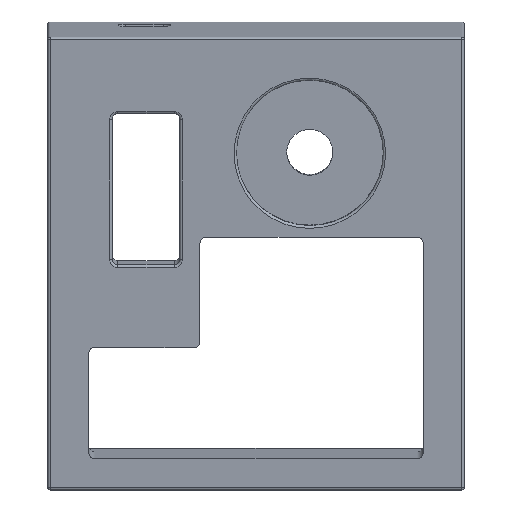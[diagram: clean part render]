
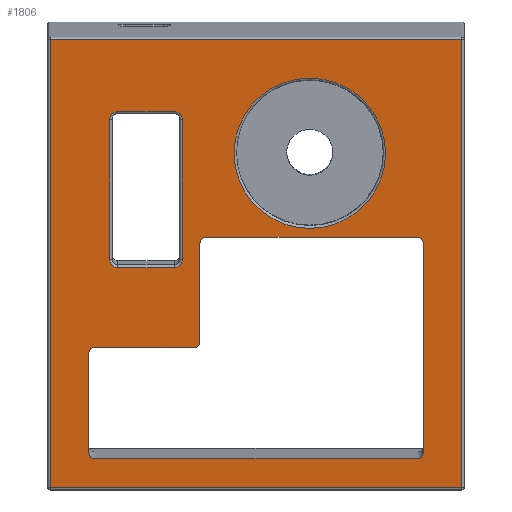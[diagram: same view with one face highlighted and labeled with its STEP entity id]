
A CAD part, top view. The second image highlights one B-rep face of the part: STEP entity #1806.
In plain terms, the highlighted planar face has unit normal (0, -0.131, 0.991).
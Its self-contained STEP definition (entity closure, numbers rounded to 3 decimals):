
#75=FACE_BOUND('',#578,.T.);
#76=FACE_BOUND('',#579,.T.);
#77=FACE_BOUND('',#580,.T.);
#91=LINE('',#2775,#253);
#92=LINE('',#2777,#254);
#93=LINE('',#2779,#255);
#94=LINE('',#2780,#256);
#95=LINE('',#2785,#257);
#96=LINE('',#2789,#258);
#97=LINE('',#2793,#259);
#98=LINE('',#2796,#260);
#99=LINE('',#2801,#261);
#100=LINE('',#2805,#262);
#101=LINE('',#2809,#263);
#102=LINE('',#2813,#264);
#103=LINE('',#2817,#265);
#104=LINE('',#2820,#266);
#253=VECTOR('',#2167,10.);
#254=VECTOR('',#2168,10.);
#255=VECTOR('',#2169,10.);
#256=VECTOR('',#2170,10.);
#257=VECTOR('',#2173,10.);
#258=VECTOR('',#2176,10.);
#259=VECTOR('',#2179,10.);
#260=VECTOR('',#2182,10.);
#261=VECTOR('',#2185,10.);
#262=VECTOR('',#2188,10.);
#263=VECTOR('',#2191,10.);
#264=VECTOR('',#2194,10.);
#265=VECTOR('',#2197,10.);
#266=VECTOR('',#2200,10.);
#415=PLANE('',#1936);
#464=FACE_OUTER_BOUND('',#577,.T.);
#577=EDGE_LOOP('',(#1260,#1261,#1262,#1263));
#578=EDGE_LOOP('',(#1264,#1265,#1266,#1267,#1268,#1269,#1270,#1271));
#579=EDGE_LOOP('',(#1272,#1273,#1274,#1275,#1276,#1277,#1278,#1279,#1280,
#1281,#1282,#1283));
#580=EDGE_LOOP('',(#1284));
#705=CIRCLE('',#1933,12.95);
#708=CIRCLE('',#1937,1.4);
#709=CIRCLE('',#1938,1.4);
#710=CIRCLE('',#1939,1.4);
#711=CIRCLE('',#1940,1.4);
#712=CIRCLE('',#1941,1.);
#713=CIRCLE('',#1942,1.);
#714=CIRCLE('',#1943,1.);
#715=CIRCLE('',#1944,1.);
#716=CIRCLE('',#1945,1.);
#717=CIRCLE('',#1946,1.);
#815=VERTEX_POINT('',#2767);
#817=VERTEX_POINT('',#2773);
#818=VERTEX_POINT('',#2774);
#819=VERTEX_POINT('',#2776);
#820=VERTEX_POINT('',#2778);
#821=VERTEX_POINT('',#2781);
#822=VERTEX_POINT('',#2782);
#823=VERTEX_POINT('',#2784);
#824=VERTEX_POINT('',#2786);
#825=VERTEX_POINT('',#2788);
#826=VERTEX_POINT('',#2790);
#827=VERTEX_POINT('',#2792);
#828=VERTEX_POINT('',#2794);
#829=VERTEX_POINT('',#2797);
#830=VERTEX_POINT('',#2798);
#831=VERTEX_POINT('',#2800);
#832=VERTEX_POINT('',#2802);
#833=VERTEX_POINT('',#2804);
#834=VERTEX_POINT('',#2806);
#835=VERTEX_POINT('',#2808);
#836=VERTEX_POINT('',#2810);
#837=VERTEX_POINT('',#2812);
#838=VERTEX_POINT('',#2814);
#839=VERTEX_POINT('',#2816);
#840=VERTEX_POINT('',#2818);
#984=EDGE_CURVE('',#815,#815,#705,.T.);
#987=EDGE_CURVE('',#817,#818,#91,.T.);
#988=EDGE_CURVE('',#819,#817,#92,.T.);
#989=EDGE_CURVE('',#820,#819,#93,.T.);
#990=EDGE_CURVE('',#818,#820,#94,.T.);
#991=EDGE_CURVE('',#821,#822,#708,.T.);
#992=EDGE_CURVE('',#823,#821,#95,.T.);
#993=EDGE_CURVE('',#824,#823,#709,.T.);
#994=EDGE_CURVE('',#825,#824,#96,.T.);
#995=EDGE_CURVE('',#826,#825,#710,.T.);
#996=EDGE_CURVE('',#827,#826,#97,.T.);
#997=EDGE_CURVE('',#828,#827,#711,.T.);
#998=EDGE_CURVE('',#822,#828,#98,.T.);
#999=EDGE_CURVE('',#829,#830,#712,.T.);
#1000=EDGE_CURVE('',#829,#831,#99,.T.);
#1001=EDGE_CURVE('',#832,#831,#713,.T.);
#1002=EDGE_CURVE('',#832,#833,#100,.T.);
#1003=EDGE_CURVE('',#834,#833,#714,.T.);
#1004=EDGE_CURVE('',#834,#835,#101,.T.);
#1005=EDGE_CURVE('',#836,#835,#715,.T.);
#1006=EDGE_CURVE('',#836,#837,#102,.T.);
#1007=EDGE_CURVE('',#838,#837,#716,.T.);
#1008=EDGE_CURVE('',#838,#839,#103,.T.);
#1009=EDGE_CURVE('',#840,#839,#717,.T.);
#1010=EDGE_CURVE('',#840,#830,#104,.T.);
#1260=ORIENTED_EDGE('',*,*,#987,.F.);
#1261=ORIENTED_EDGE('',*,*,#988,.F.);
#1262=ORIENTED_EDGE('',*,*,#989,.F.);
#1263=ORIENTED_EDGE('',*,*,#990,.F.);
#1264=ORIENTED_EDGE('',*,*,#991,.F.);
#1265=ORIENTED_EDGE('',*,*,#992,.F.);
#1266=ORIENTED_EDGE('',*,*,#993,.F.);
#1267=ORIENTED_EDGE('',*,*,#994,.F.);
#1268=ORIENTED_EDGE('',*,*,#995,.F.);
#1269=ORIENTED_EDGE('',*,*,#996,.F.);
#1270=ORIENTED_EDGE('',*,*,#997,.F.);
#1271=ORIENTED_EDGE('',*,*,#998,.F.);
#1272=ORIENTED_EDGE('',*,*,#999,.F.);
#1273=ORIENTED_EDGE('',*,*,#1000,.T.);
#1274=ORIENTED_EDGE('',*,*,#1001,.F.);
#1275=ORIENTED_EDGE('',*,*,#1002,.T.);
#1276=ORIENTED_EDGE('',*,*,#1003,.F.);
#1277=ORIENTED_EDGE('',*,*,#1004,.T.);
#1278=ORIENTED_EDGE('',*,*,#1005,.F.);
#1279=ORIENTED_EDGE('',*,*,#1006,.T.);
#1280=ORIENTED_EDGE('',*,*,#1007,.F.);
#1281=ORIENTED_EDGE('',*,*,#1008,.T.);
#1282=ORIENTED_EDGE('',*,*,#1009,.F.);
#1283=ORIENTED_EDGE('',*,*,#1010,.T.);
#1284=ORIENTED_EDGE('',*,*,#984,.F.);
#1806=ADVANCED_FACE('',(#464,#75,#76,#77),#415,.T.);
#1933=AXIS2_PLACEMENT_3D('',#2768,#2159,#2160);
#1936=AXIS2_PLACEMENT_3D('',#2772,#2165,#2166);
#1937=AXIS2_PLACEMENT_3D('',#2783,#2171,#2172);
#1938=AXIS2_PLACEMENT_3D('',#2787,#2174,#2175);
#1939=AXIS2_PLACEMENT_3D('',#2791,#2177,#2178);
#1940=AXIS2_PLACEMENT_3D('',#2795,#2180,#2181);
#1941=AXIS2_PLACEMENT_3D('',#2799,#2183,#2184);
#1942=AXIS2_PLACEMENT_3D('',#2803,#2186,#2187);
#1943=AXIS2_PLACEMENT_3D('',#2807,#2189,#2190);
#1944=AXIS2_PLACEMENT_3D('',#2811,#2192,#2193);
#1945=AXIS2_PLACEMENT_3D('',#2815,#2195,#2196);
#1946=AXIS2_PLACEMENT_3D('',#2819,#2198,#2199);
#2159=DIRECTION('center_axis',(0.,-0.131,0.991));
#2160=DIRECTION('ref_axis',(-1.,0.,0.));
#2165=DIRECTION('center_axis',(0.,-0.131,0.991));
#2166=DIRECTION('ref_axis',(1.,0.,0.));
#2167=DIRECTION('',(-1.,0.,0.));
#2168=DIRECTION('',(0.,-0.991,-0.131));
#2169=DIRECTION('',(1.,0.,0.));
#2170=DIRECTION('',(0.,0.991,0.131));
#2171=DIRECTION('center_axis',(0.,-0.131,0.991));
#2172=DIRECTION('ref_axis',(0.707,-0.701,-0.092));
#2173=DIRECTION('',(1.,0.,0.));
#2174=DIRECTION('center_axis',(0.,-0.131,0.991));
#2175=DIRECTION('ref_axis',(-0.707,-0.701,-0.092));
#2176=DIRECTION('',(0.,-0.991,-0.131));
#2177=DIRECTION('center_axis',(0.,-0.131,0.991));
#2178=DIRECTION('ref_axis',(-0.707,0.701,0.092));
#2179=DIRECTION('',(-1.,0.,0.));
#2180=DIRECTION('center_axis',(0.,-0.131,0.991));
#2181=DIRECTION('ref_axis',(0.707,0.701,0.092));
#2182=DIRECTION('',(0.,0.991,0.131));
#2183=DIRECTION('center_axis',(0.,0.131,-0.991));
#2184=DIRECTION('ref_axis',(0.707,-0.701,-0.092));
#2185=DIRECTION('',(0.,0.991,0.131));
#2186=DIRECTION('center_axis',(0.,-0.131,0.991));
#2187=DIRECTION('ref_axis',(-0.707,0.701,0.092));
#2188=DIRECTION('',(1.,0.,0.));
#2189=DIRECTION('center_axis',(0.,-0.131,0.991));
#2190=DIRECTION('ref_axis',(0.707,0.701,0.092));
#2191=DIRECTION('',(0.,-0.991,-0.131));
#2192=DIRECTION('center_axis',(0.,-0.131,0.991));
#2193=DIRECTION('ref_axis',(0.707,-0.701,-0.092));
#2194=DIRECTION('',(-1.,0.,0.));
#2195=DIRECTION('center_axis',(0.,-0.131,0.991));
#2196=DIRECTION('ref_axis',(-0.707,-0.701,-0.092));
#2197=DIRECTION('',(0.,0.991,0.131));
#2198=DIRECTION('center_axis',(0.,-0.131,0.991));
#2199=DIRECTION('ref_axis',(-0.707,0.701,0.092));
#2200=DIRECTION('',(1.,0.,0.));
#2767=CARTESIAN_POINT('',(50.719,49.904,18.568));
#2768=CARTESIAN_POINT('Origin',(37.769,49.904,18.568));
#2772=CARTESIAN_POINT('Origin',(28.575,31.006,16.08));
#2773=CARTESIAN_POINT('',(63.75,-7.291,11.038));
#2774=CARTESIAN_POINT('',(-6.6,-7.291,11.038));
#2775=CARTESIAN_POINT('',(11.537,-7.291,11.038));
#2776=CARTESIAN_POINT('',(63.75,69.304,21.122));
#2777=CARTESIAN_POINT('',(63.75,11.659,13.533));
#2778=CARTESIAN_POINT('',(-6.6,69.304,21.122));
#2779=CARTESIAN_POINT('',(45.612,69.304,21.122));
#2780=CARTESIAN_POINT('',(-6.6,50.353,18.627));
#2781=CARTESIAN_POINT('',(14.57,30.371,15.996));
#2782=CARTESIAN_POINT('',(15.97,31.759,16.179));
#2783=CARTESIAN_POINT('Origin',(14.57,31.759,16.179));
#2784=CARTESIAN_POINT('',(4.973,30.371,15.996));
#2785=CARTESIAN_POINT('',(22.073,30.371,15.996));
#2786=CARTESIAN_POINT('',(3.573,31.759,16.179));
#2787=CARTESIAN_POINT('Origin',(4.973,31.759,16.179));
#2788=CARTESIAN_POINT('',(3.573,55.656,19.325));
#2789=CARTESIAN_POINT('',(3.573,30.887,16.064));
#2790=CARTESIAN_POINT('',(4.973,57.044,19.508));
#2791=CARTESIAN_POINT('Origin',(4.973,55.656,19.325));
#2792=CARTESIAN_POINT('',(14.57,57.044,19.508));
#2793=CARTESIAN_POINT('',(16.274,57.044,19.508));
#2794=CARTESIAN_POINT('',(15.97,55.656,19.325));
#2795=CARTESIAN_POINT('Origin',(14.57,55.656,19.325));
#2796=CARTESIAN_POINT('',(15.97,43.827,17.768));
#2797=CARTESIAN_POINT('',(19.,17.693,14.327));
#2798=CARTESIAN_POINT('',(18.,16.702,14.197));
#2799=CARTESIAN_POINT('Origin',(18.,17.693,14.327));
#2800=CARTESIAN_POINT('',(19.,34.548,16.546));
#2801=CARTESIAN_POINT('',(19.,16.702,14.197));
#2802=CARTESIAN_POINT('',(20.,35.539,16.677));
#2803=CARTESIAN_POINT('Origin',(20.,34.548,16.546));
#2804=CARTESIAN_POINT('',(56.15,35.539,16.677));
#2805=CARTESIAN_POINT('',(19.,35.539,16.677));
#2806=CARTESIAN_POINT('',(57.15,34.548,16.546));
#2807=CARTESIAN_POINT('Origin',(56.15,34.548,16.546));
#2808=CARTESIAN_POINT('',(57.15,-1.244,11.834));
#2809=CARTESIAN_POINT('',(57.15,35.539,16.677));
#2810=CARTESIAN_POINT('',(56.15,-2.235,11.704));
#2811=CARTESIAN_POINT('Origin',(56.15,-1.244,11.834));
#2812=CARTESIAN_POINT('',(1.,-2.235,11.704));
#2813=CARTESIAN_POINT('',(57.15,-2.235,11.704));
#2814=CARTESIAN_POINT('',(0.,-1.244,11.834));
#2815=CARTESIAN_POINT('Origin',(1.,-1.244,11.834));
#2816=CARTESIAN_POINT('',(0.,15.71,14.066));
#2817=CARTESIAN_POINT('',(0.,-2.235,11.704));
#2818=CARTESIAN_POINT('',(1.,16.702,14.197));
#2819=CARTESIAN_POINT('Origin',(1.,15.71,14.066));
#2820=CARTESIAN_POINT('',(0.,16.702,14.197));
